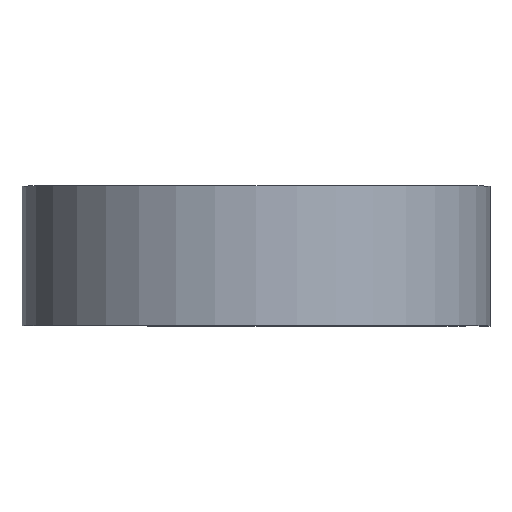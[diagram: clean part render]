
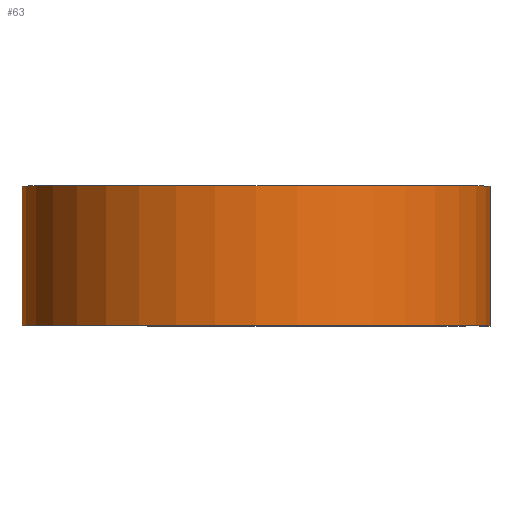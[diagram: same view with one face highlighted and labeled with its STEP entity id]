
A CAD part, top view. The second image highlights one B-rep face of the part: STEP entity #63.
In plain terms, the highlighted cylindrical face has radius 26.619 mm (diameter 53.238 mm), a partial arc.
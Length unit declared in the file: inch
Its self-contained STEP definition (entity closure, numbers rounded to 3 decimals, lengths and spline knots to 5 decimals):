
#5 = DIRECTION ( 'NONE',  ( 0., 1., 0. ) ) ;
#34 = CARTESIAN_POINT ( 'NONE',  ( 0., 0.3125, -1.048 ) ) ;
#38 = DIRECTION ( 'NONE',  ( 0., 1., 0. ) ) ;
#60 = CARTESIAN_POINT ( 'NONE',  ( 0., -0.3125, 0. ) ) ;
#63 = ADVANCED_FACE ( 'NONE', ( #663 ), #661, .T. ) ;
#76 = DIRECTION ( 'NONE',  ( 1., 0., 0. ) ) ;
#96 = LINE ( 'NONE', #34, #502 ) ;
#115 = AXIS2_PLACEMENT_3D ( 'NONE', #60, #38, #76 ) ;
#121 = EDGE_CURVE ( 'NONE', #539, #603, #620, .T. ) ;
#140 = CARTESIAN_POINT ( 'NONE',  ( 0., 0.3125, 0. ) ) ;
#146 = EDGE_CURVE ( 'NONE', #388, #539, #593, .T. ) ;
#173 = DIRECTION ( 'NONE',  ( 1., 0., 0. ) ) ;
#181 = EDGE_CURVE ( 'NONE', #380, #603, #574, .T. ) ;
#192 = CARTESIAN_POINT ( 'NONE',  ( 1.048, -0.3125, 0. ) ) ;
#215 = CARTESIAN_POINT ( 'NONE',  ( 1.048, 0.3125, 0. ) ) ;
#220 = ORIENTED_EDGE ( 'NONE', *, *, #146, .F. ) ;
#233 = ORIENTED_EDGE ( 'NONE', *, *, #121, .F. ) ;
#234 = DIRECTION ( 'NONE',  ( 0., -1., 0. ) ) ;
#267 = DIRECTION ( 'NONE',  ( 0., 0., -1. ) ) ;
#292 = ORIENTED_EDGE ( 'NONE', *, *, #659, .T. ) ;
#334 = CARTESIAN_POINT ( 'NONE',  ( 1.048, 0.3125, 0. ) ) ;
#350 = DIRECTION ( 'NONE',  ( 0., -1., 0. ) ) ;
#380 = VERTEX_POINT ( 'NONE', #459 ) ;
#388 = VERTEX_POINT ( 'NONE', #431 ) ;
#423 = CARTESIAN_POINT ( 'NONE',  ( 0., 0.3125, 0. ) ) ;
#431 = CARTESIAN_POINT ( 'NONE',  ( 0., 0.3125, -1.048 ) ) ;
#459 = CARTESIAN_POINT ( 'NONE',  ( 0., -0.3125, -1.048 ) ) ;
#461 = DIRECTION ( 'NONE',  ( 0., -1., 0. ) ) ;
#502 = VECTOR ( 'NONE', #461, 39.37008 ) ;
#507 = ORIENTED_EDGE ( 'NONE', *, *, #181, .T. ) ;
#539 = VERTEX_POINT ( 'NONE', #215 ) ;
#571 = AXIS2_PLACEMENT_3D ( 'NONE', #423, #350, #267 ) ;
#574 = CIRCLE ( 'NONE', #115, 1.048 ) ;
#593 = CIRCLE ( 'NONE', #722, 1.048 ) ;
#603 = VERTEX_POINT ( 'NONE', #192 ) ;
#614 = VECTOR ( 'NONE', #234, 39.37008 ) ;
#620 = LINE ( 'NONE', #334, #614 ) ;
#659 = EDGE_CURVE ( 'NONE', #388, #380, #96, .T. ) ;
#661 = CYLINDRICAL_SURFACE ( 'NONE', #571, 1.048 ) ;
#663 = FACE_OUTER_BOUND ( 'NONE', #728, .T. ) ;
#722 = AXIS2_PLACEMENT_3D ( 'NONE', #140, #5, #173 ) ;
#728 = EDGE_LOOP ( 'NONE', ( #507, #233, #220, #292 ) ) ;
